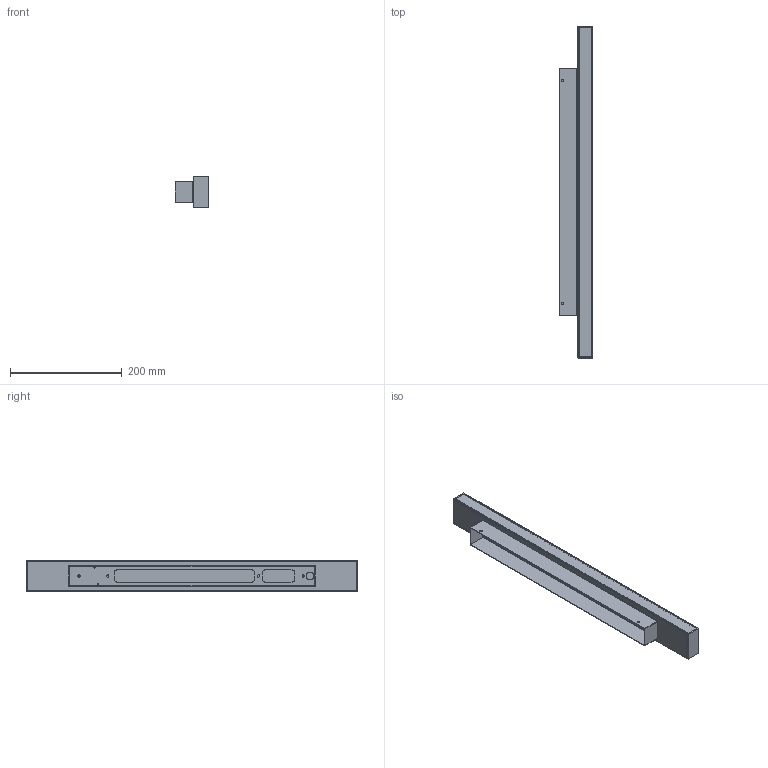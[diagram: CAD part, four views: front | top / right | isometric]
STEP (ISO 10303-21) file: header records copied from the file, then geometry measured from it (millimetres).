
FILE_DESCRIPTION(/* description */ (''),/* implementation_level */ '2;1');
FILE_NAME(/* name */ 'A.24 WALL 600 DIFFUSING',/* time_stamp */ '2024-11-25T17:22:48+01:00',/* author */ (''),/* organization */ (''),/* preprocessor_version */ 'ST-DEVELOPER v16.5',/* originating_system */ 'Rhino 7.37',/* authorisation */ '');
FILE_SCHEMA (('AUTOMOTIVE_DESIGN'));
Length unit declared in the file: millimetre
Products named in the file (6): Document; Blocco 02; Blocco 03; Blocco 04; Blocco 05; Blocco 07
Assembly tree (5 placements, depth 2):
  Document
    Blocco 02
    Blocco 03
    Blocco 04
    Blocco 05
    Blocco 07
Bounding box: 60.5 x 594 x 54 mm (x, y, z)
Volume: 101263.1 mm3; surface area: 293428.3 mm2
Topology: 2 solids, 197 shells, 264 faces, 1234 edges, 1160 vertices
Faces by surface type: plane 150, cylinder 106, bspline 8
Entity records: 15865 total; most frequent: CARTESIAN_POINT 5732, ORIENTED_EDGE 1418, EDGE_CURVE 1232, VERTEX_POINT 1158, B_SPLINE_CURVE_WITH_KNOTS 754, COLOUR_RGB 399, FILL_AREA_STYLE_COLOUR 399, FILL_AREA_STYLE 399
